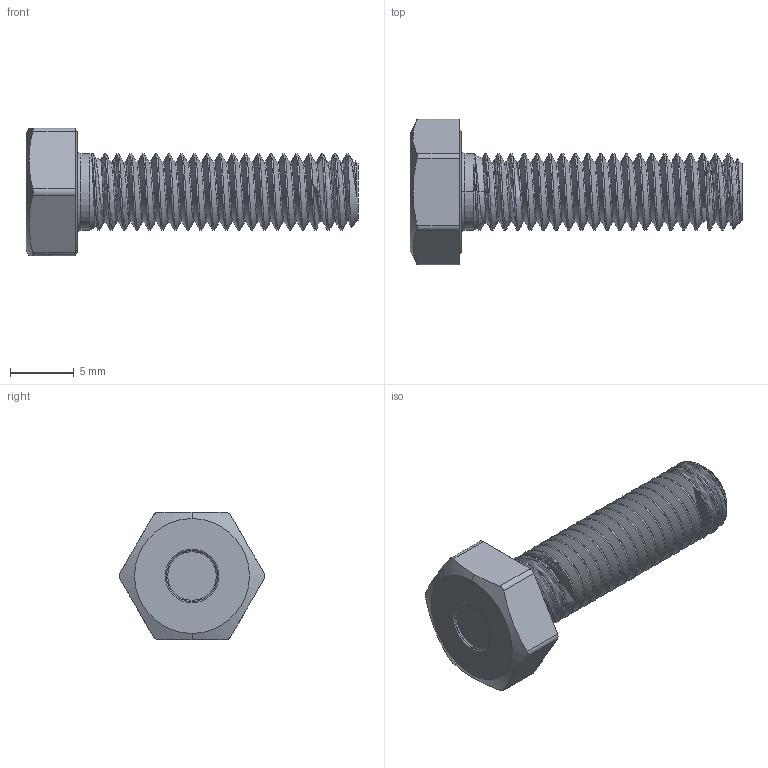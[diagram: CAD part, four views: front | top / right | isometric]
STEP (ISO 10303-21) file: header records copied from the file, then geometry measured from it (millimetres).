
FILE_DESCRIPTION (( 'STEP AP203' ), '1' );
FILE_NAME ('90447A120_High-Strength Class 10.9 Steel Hex Head Screw.STEP', '2022-11-29T19:38:52', ( 'Administrator' ), ( 'Managed by Terraform' ), 'SwSTEP 2.0', 'SolidWorks 2017', '' );
FILE_SCHEMA (( 'CONFIG_CONTROL_DESIGN' ));
Length unit declared in the file: millimetre
Products named in the file (1): 90447A120_High-Strength Class 10.9 Steel Hex Head Screw
Bounding box: 26 x 11.39 x 10 mm (x, y, z)
Volume: 841.4 mm3; surface area: 913.9 mm2
Topology: 1 solids, 1 shells, 86 faces, 231 edges, 149 vertices
Faces by surface type: cylinder 51, plane 16, cone 10, torus 6, bspline 3
Entity records: 6214 total; most frequent: CARTESIAN_POINT 4266, ORIENTED_EDGE 462, DIRECTION 330, EDGE_CURVE 231, VERTEX_POINT 149, AXIS2_PLACEMENT_3D 126, EDGE_LOOP 88, FACE_OUTER_BOUND 86
